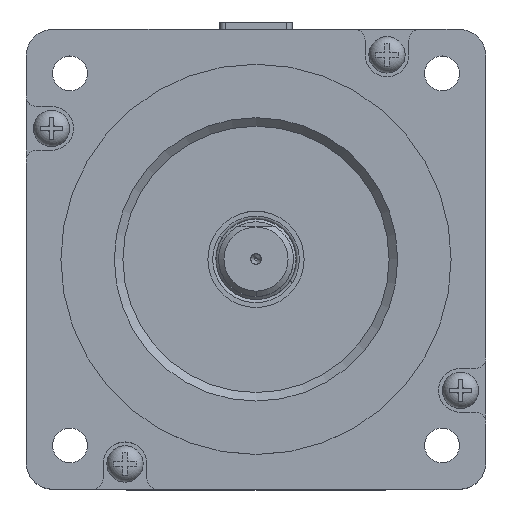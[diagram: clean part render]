
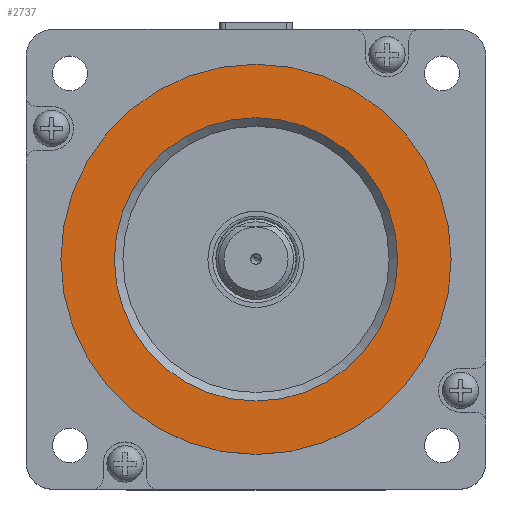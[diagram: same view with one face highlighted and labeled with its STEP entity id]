
A CAD part, top view. The second image highlights one B-rep face of the part: STEP entity #2737.
In plain terms, the highlighted planar face has unit normal (0, 0, 1).
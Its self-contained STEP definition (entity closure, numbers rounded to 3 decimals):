
#2633=CARTESIAN_POINT('',(26.5,0.,18.6));
#2634=VERTEX_POINT('',#2633);
#2643=CARTESIAN_POINT('',(0.,0.,18.6));
#2644=DIRECTION('',(0.,0.,1.));
#2645=DIRECTION('',(1.,0.,-0.));
#2646=AXIS2_PLACEMENT_3D('',#2643,#2644,#2645);
#2647=CIRCLE('',#2646,26.5);
#2648=EDGE_CURVE('',#2634,#2634,#2647,.T.);
#2695=CARTESIAN_POINT('',(-36.5,0.,18.6));
#2696=VERTEX_POINT('',#2695);
#2706=CARTESIAN_POINT('',(36.5,0.,18.6));
#2707=VERTEX_POINT('',#2706);
#2708=CARTESIAN_POINT('',(0.,0.,18.6));
#2709=DIRECTION('',(0.,0.,-1.));
#2710=DIRECTION('',(1.,0.,0.));
#2711=AXIS2_PLACEMENT_3D('',#2708,#2709,#2710);
#2712=CIRCLE('',#2711,36.5);
#2713=EDGE_CURVE('',#2696,#2707,#2712,.T.);
#2715=CARTESIAN_POINT('',(0.,0.,18.6));
#2716=DIRECTION('',(0.,0.,-1.));
#2717=DIRECTION('',(1.,0.,0.));
#2718=AXIS2_PLACEMENT_3D('',#2715,#2716,#2717);
#2719=CIRCLE('',#2718,36.5);
#2720=EDGE_CURVE('',#2707,#2696,#2719,.T.);
#2725=CARTESIAN_POINT('',(0.,0.,18.6));
#2726=DIRECTION('',(0.,0.,1.));
#2727=DIRECTION('',(1.,0.,0.));
#2728=AXIS2_PLACEMENT_3D('',#2725,#2726,#2727);
#2729=PLANE('',#2728);
#2730=ORIENTED_EDGE('',*,*,#2648,.F.);
#2731=EDGE_LOOP('',(#2730));
#2732=FACE_BOUND('',#2731,.T.);
#2733=ORIENTED_EDGE('',*,*,#2713,.F.);
#2734=ORIENTED_EDGE('',*,*,#2720,.F.);
#2735=EDGE_LOOP('',(#2733,#2734));
#2736=FACE_BOUND('',#2735,.T.);
#2737=ADVANCED_FACE('',(#2732,#2736),#2729,.T.);
